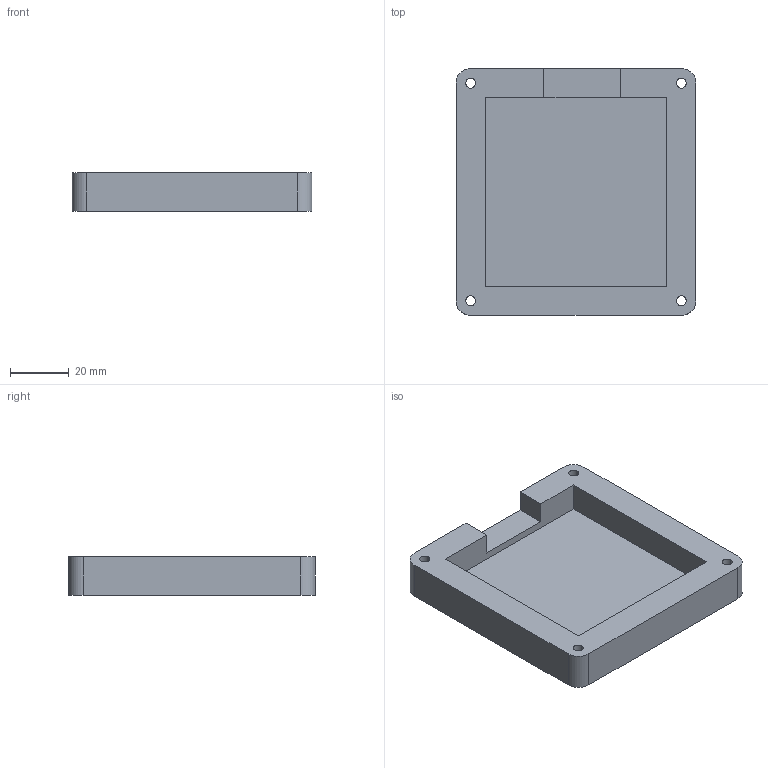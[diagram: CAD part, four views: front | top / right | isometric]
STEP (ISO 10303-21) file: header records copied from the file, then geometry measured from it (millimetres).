
FILE_DESCRIPTION (( 'STEP AP214' ), '1' );
FILE_NAME ('bottom.STEP', '2025-06-22T04:04:10', ( '' ), ( '' ), 'SwSTEP 2.0', 'SolidWorks 2024', '' );
FILE_SCHEMA (( 'AUTOMOTIVE_DESIGN' ));
Length unit declared in the file: centimetre
Products named in the file (2): Part1; bottom
Assembly tree (1 placements, depth 2):
  bottom
    Part1
Bounding box: 81.89 x 84.28 x 13 mm (x, y, z)
Volume: 46990 mm3; surface area: 20854.2 mm2
Topology: 1 solids, 1 shells, 233 faces, 624 edges, 416 vertices
Faces by surface type: plane 108, bspline 105, cylinder 20
Entity records: 11391 total; most frequent: CARTESIAN_POINT 6174, ORIENTED_EDGE 1248, DIRECTION 718, EDGE_CURVE 624, VERTEX_POINT 416, LINE 374, VECTOR 374, EDGE_LOOP 264
